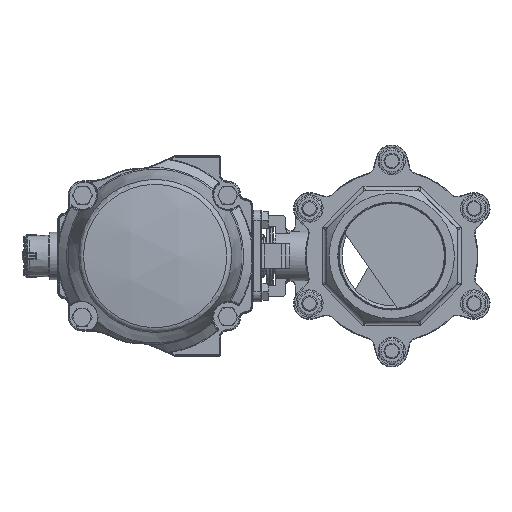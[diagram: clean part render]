
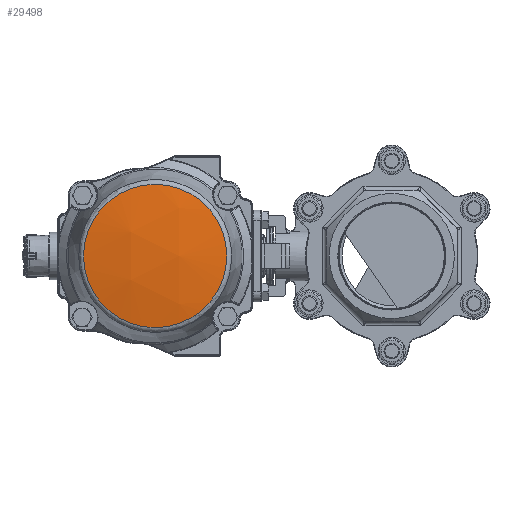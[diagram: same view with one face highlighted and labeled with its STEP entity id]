
A CAD part, left-side view. The second image highlights one B-rep face of the part: STEP entity #29498.
In plain terms, the highlighted spherical face has radius 420 mm.
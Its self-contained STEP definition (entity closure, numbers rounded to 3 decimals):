
#55=SPHERICAL_SURFACE('',#32437,420.);
#12463=ORIENTED_EDGE('',*,*,#17984,.F.);
#17984=EDGE_CURVE('',#21266,#21266,#22814,.T.);
#21266=VERTEX_POINT('',#90611);
#22814=CIRCLE('',#32438,72.053);
#24887=EDGE_LOOP('',(#12463));
#27104=FACE_BOUND('',#24887,.T.);
#29498=ADVANCED_FACE('',(#27104),#55,.T.);
#32437=AXIS2_PLACEMENT_3D('',#90609,#38908,#38909);
#32438=AXIS2_PLACEMENT_3D('',#90610,#38910,#38911);
#38908=DIRECTION('',(0.,1.,0.));
#38909=DIRECTION('',(1.,0.,0.));
#38910=DIRECTION('',(0.,0.,-1.));
#38911=DIRECTION('',(-1.,0.,0.));
#90609=CARTESIAN_POINT('',(0.,0.,-188.45));
#90610=CARTESIAN_POINT('',(0.,0.,225.323));
#90611=CARTESIAN_POINT('',(-72.053,0.,225.323));
